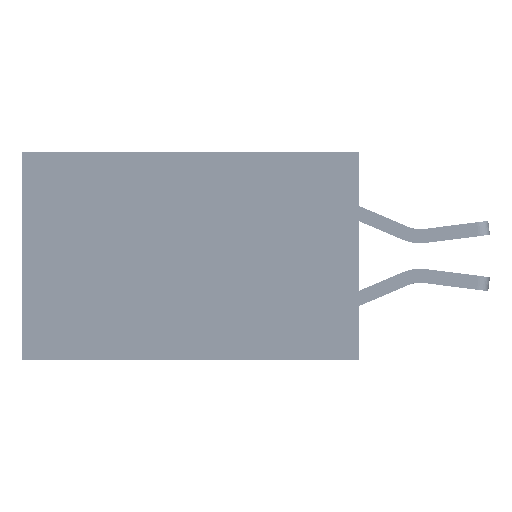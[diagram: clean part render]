
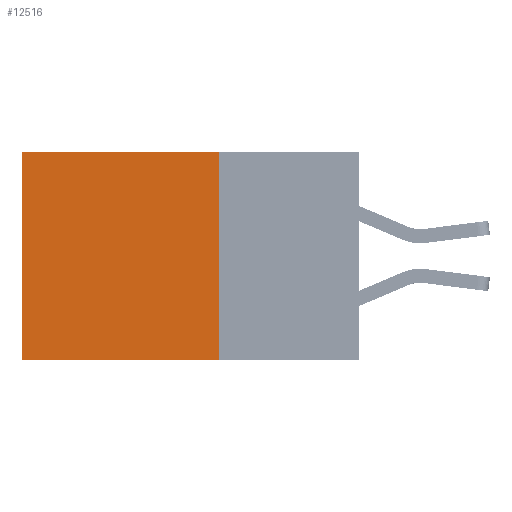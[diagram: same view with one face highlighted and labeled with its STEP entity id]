
A CAD part, left-side view. The second image highlights one B-rep face of the part: STEP entity #12516.
In plain terms, the highlighted planar face has unit normal (-1, 0, 0).
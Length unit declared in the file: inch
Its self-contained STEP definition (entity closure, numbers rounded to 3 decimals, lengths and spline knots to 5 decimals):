
#717 = VERTEX_POINT ( 'NONE', #18632 ) ;
#3246 = CARTESIAN_POINT ( 'NONE',  ( 0.2875, 0.6, -0.37 ) ) ;
#3895 = ORIENTED_EDGE ( 'NONE', *, *, #17960, .F. ) ;
#4030 = ORIENTED_EDGE ( 'NONE', *, *, #29010, .T. ) ;
#4039 = VECTOR ( 'NONE', #25189, 39.37008 ) ;
#5149 = DIRECTION ( 'NONE',  ( 0., 0., -1. ) ) ;
#6029 = CARTESIAN_POINT ( 'NONE',  ( 0.2875, 0.25, 0. ) ) ;
#6300 = DIRECTION ( 'NONE',  ( 0., 0., -1. ) ) ;
#8882 = FACE_OUTER_BOUND ( 'NONE', #14915, .T. ) ;
#12161 = VECTOR ( 'NONE', #5149, 39.37008 ) ;
#12516 = ADVANCED_FACE ( 'NONE', ( #8882 ), #20552, .F. ) ;
#14511 = VERTEX_POINT ( 'NONE', #33410 ) ;
#14915 = EDGE_LOOP ( 'NONE', ( #4030, #17276, #3895, #24358 ) ) ;
#17276 = ORIENTED_EDGE ( 'NONE', *, *, #24236, .F. ) ;
#17680 = DIRECTION ( 'NONE',  ( 1., 0., 0. ) ) ;
#17774 = LINE ( 'NONE', #29577, #19085 ) ;
#17960 = EDGE_CURVE ( 'NONE', #717, #14511, #17774, .T. ) ;
#18042 = DIRECTION ( 'NONE',  ( 0., 0., -1. ) ) ;
#18632 = CARTESIAN_POINT ( 'NONE',  ( 0.2875, 0.25, 0. ) ) ;
#19085 = VECTOR ( 'NONE', #6300, 39.37008 ) ;
#20552 = PLANE ( 'NONE',  #24995 ) ;
#21853 = CARTESIAN_POINT ( 'NONE',  ( 0.2875, 0.25, -0.37 ) ) ;
#22055 = EDGE_CURVE ( 'NONE', #717, #22776, #31254, .T. ) ;
#22776 = VERTEX_POINT ( 'NONE', #35532 ) ;
#24236 = EDGE_CURVE ( 'NONE', #14511, #32572, #36466, .T. ) ;
#24358 = ORIENTED_EDGE ( 'NONE', *, *, #22055, .T. ) ;
#24847 = VECTOR ( 'NONE', #27743, 39.37008 ) ;
#24995 = AXIS2_PLACEMENT_3D ( 'NONE', #6029, #17680, #18042 ) ;
#25189 = DIRECTION ( 'NONE',  ( 0., 1., 0. ) ) ;
#25777 = LINE ( 'NONE', #30890, #12161 ) ;
#27743 = DIRECTION ( 'NONE',  ( 0., 1., 0. ) ) ;
#29010 = EDGE_CURVE ( 'NONE', #22776, #32572, #25777, .T. ) ;
#29577 = CARTESIAN_POINT ( 'NONE',  ( 0.2875, 0.25, 0. ) ) ;
#30864 = CARTESIAN_POINT ( 'NONE',  ( 0.2875, 0.25, 0. ) ) ;
#30890 = CARTESIAN_POINT ( 'NONE',  ( 0.2875, 0.6, 0. ) ) ;
#31254 = LINE ( 'NONE', #30864, #4039 ) ;
#32572 = VERTEX_POINT ( 'NONE', #3246 ) ;
#33410 = CARTESIAN_POINT ( 'NONE',  ( 0.2875, 0.25, -0.37 ) ) ;
#35532 = CARTESIAN_POINT ( 'NONE',  ( 0.2875, 0.6, 0. ) ) ;
#36466 = LINE ( 'NONE', #21853, #24847 ) ;
